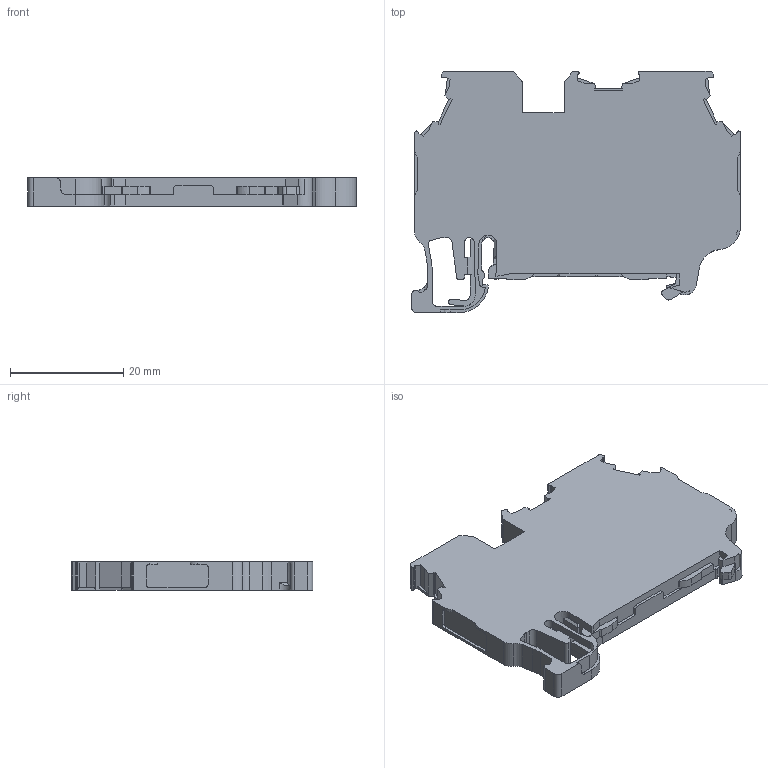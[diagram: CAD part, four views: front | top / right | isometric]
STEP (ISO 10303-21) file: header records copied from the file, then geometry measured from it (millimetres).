
FILE_DESCRIPTION (( 'STEP AP214' ), '1' );
FILE_NAME ('334280_AVK 2,5RT.STP', '2015-08-07T07:03:41', ( '' ), ( '' ), 'SwSTEP 2.0', 'SolidWorks 2015', '' );
FILE_SCHEMA (( 'AUTOMOTIVE_DESIGN' ));
Length unit declared in the file: millimetre
Products named in the file (1): 334280_AVK 2,5RT
Bounding box: 58.05 x 42.65 x 4.95 mm (x, y, z)
Volume: 8987.2 mm3; surface area: 5274.4 mm2
Topology: 1 solids, 1 shells, 303 faces, 881 edges, 583 vertices
Faces by surface type: plane 187, cylinder 115, cone 1
Entity records: 11229 total; most frequent: CARTESIAN_POINT 1791, ORIENTED_EDGE 1762, DIRECTION 1726, EDGE_CURVE 881, LINE 634, VECTOR 634, VERTEX_POINT 583, AXIS2_PLACEMENT_3D 546
